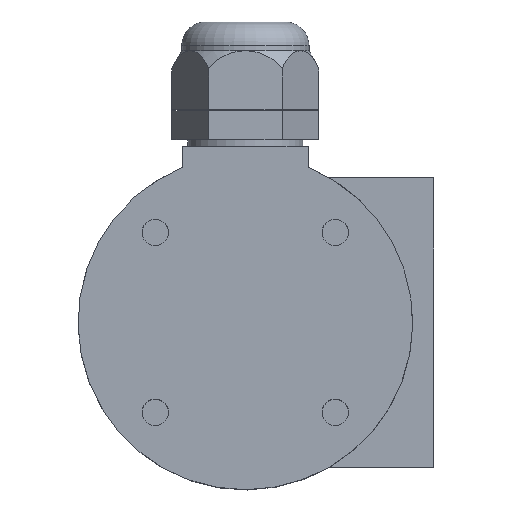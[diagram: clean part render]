
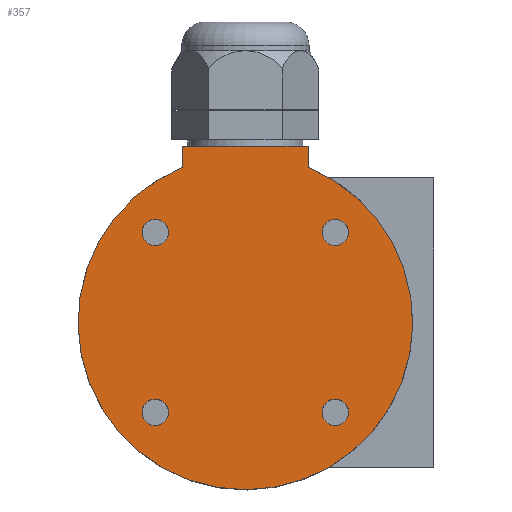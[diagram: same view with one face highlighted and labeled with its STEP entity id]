
A CAD part, top view. The second image highlights one B-rep face of the part: STEP entity #357.
In plain terms, the highlighted planar face has unit normal (0, 0, 1).
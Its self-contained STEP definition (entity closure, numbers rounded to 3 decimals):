
#184=LINE('',#1799,#259);
#187=LINE('',#1823,#262);
#188=LINE('',#1824,#263);
#259=VECTOR('',#1499,1.);
#262=VECTOR('',#1512,1.);
#263=VECTOR('',#1513,1.);
#357=ADVANCED_FACE('',(#494,#495,#496,#497,#498),#437,.F.);
#437=PLANE('',#1371);
#494=FACE_BOUND('',#551,.T.);
#495=FACE_BOUND('',#552,.T.);
#496=FACE_BOUND('',#553,.T.);
#497=FACE_BOUND('',#554,.T.);
#498=FACE_BOUND('',#555,.T.);
#551=EDGE_LOOP('',(#673));
#552=EDGE_LOOP('',(#674));
#553=EDGE_LOOP('',(#675));
#554=EDGE_LOOP('',(#676));
#555=EDGE_LOOP('',(#677,#678,#679,#680));
#673=ORIENTED_EDGE('',*,*,#1135,.T.);
#674=ORIENTED_EDGE('',*,*,#1133,.T.);
#675=ORIENTED_EDGE('',*,*,#1131,.T.);
#676=ORIENTED_EDGE('',*,*,#1129,.T.);
#677=ORIENTED_EDGE('',*,*,#1146,.F.);
#678=ORIENTED_EDGE('',*,*,#1147,.T.);
#679=ORIENTED_EDGE('',*,*,#1140,.T.);
#680=ORIENTED_EDGE('',*,*,#1148,.T.);
#1007=VERTEX_POINT('',#1773);
#1009=VERTEX_POINT('',#1778);
#1011=VERTEX_POINT('',#1783);
#1013=VERTEX_POINT('',#1788);
#1016=VERTEX_POINT('',#1794);
#1018=VERTEX_POINT('',#1798);
#1022=VERTEX_POINT('',#1807);
#1024=VERTEX_POINT('',#1820);
#1129=EDGE_CURVE('',#1007,#1007,#1305,.T.);
#1131=EDGE_CURVE('',#1009,#1009,#1307,.T.);
#1133=EDGE_CURVE('',#1011,#1011,#1309,.T.);
#1135=EDGE_CURVE('',#1013,#1013,#1311,.T.);
#1140=EDGE_CURVE('',#1016,#1018,#184,.T.);
#1146=EDGE_CURVE('',#1024,#1022,#1316,.T.);
#1147=EDGE_CURVE('',#1024,#1016,#187,.T.);
#1148=EDGE_CURVE('',#1018,#1022,#188,.T.);
#1305=CIRCLE('',#1353,2.8);
#1307=CIRCLE('',#1356,2.8);
#1309=CIRCLE('',#1359,2.8);
#1311=CIRCLE('',#1362,2.8);
#1316=CIRCLE('',#1369,35.5);
#1353=AXIS2_PLACEMENT_3D('',#1772,#1471,#1472);
#1356=AXIS2_PLACEMENT_3D('',#1777,#1477,#1478);
#1359=AXIS2_PLACEMENT_3D('',#1782,#1483,#1484);
#1362=AXIS2_PLACEMENT_3D('',#1787,#1489,#1490);
#1369=AXIS2_PLACEMENT_3D('',#1821,#1508,#1509);
#1371=AXIS2_PLACEMENT_3D('',#1825,#1514,#1515);
#1471=DIRECTION('',(0.,0.,-1.));
#1472=DIRECTION('',(-1.,0.,0.));
#1477=DIRECTION('',(0.,0.,-1.));
#1478=DIRECTION('',(-1.,0.,0.));
#1483=DIRECTION('',(0.,0.,-1.));
#1484=DIRECTION('',(-1.,0.,0.));
#1489=DIRECTION('',(0.,0.,-1.));
#1490=DIRECTION('',(-1.,0.,0.));
#1499=DIRECTION('',(-1.,0.,0.));
#1508=DIRECTION('',(0.,0.,-1.));
#1509=DIRECTION('',(1.,0.,0.));
#1512=DIRECTION('',(0.,1.,0.));
#1513=DIRECTION('',(0.,-1.,0.));
#1514=DIRECTION('',(0.,0.,-1.));
#1515=DIRECTION('',(1.,0.,0.));
#1772=CARTESIAN_POINT('',(19.092,-19.092,36.8));
#1773=CARTESIAN_POINT('',(16.292,-19.092,36.8));
#1777=CARTESIAN_POINT('',(-19.092,-19.092,36.8));
#1778=CARTESIAN_POINT('',(-21.892,-19.092,36.8));
#1782=CARTESIAN_POINT('',(-19.092,19.092,36.8));
#1783=CARTESIAN_POINT('',(-21.892,19.092,36.8));
#1787=CARTESIAN_POINT('',(19.092,19.092,36.8));
#1788=CARTESIAN_POINT('',(16.292,19.092,36.8));
#1794=CARTESIAN_POINT('',(13.3,37.4,36.8));
#1798=CARTESIAN_POINT('',(-13.3,37.4,36.8));
#1799=CARTESIAN_POINT('',(13.3,37.4,36.8));
#1807=CARTESIAN_POINT('',(-13.3,32.914,36.8));
#1820=CARTESIAN_POINT('',(13.3,32.914,36.8));
#1821=CARTESIAN_POINT('',(0.,0.,36.8));
#1823=CARTESIAN_POINT('',(13.3,32.914,36.8));
#1824=CARTESIAN_POINT('',(-13.3,37.4,36.8));
#1825=CARTESIAN_POINT('',(0.,-35.5,36.8));
